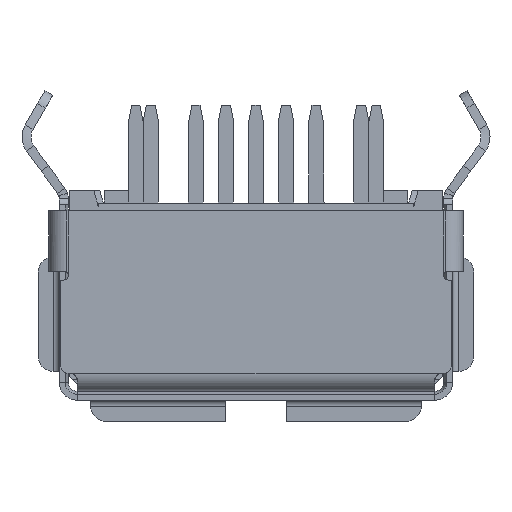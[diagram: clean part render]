
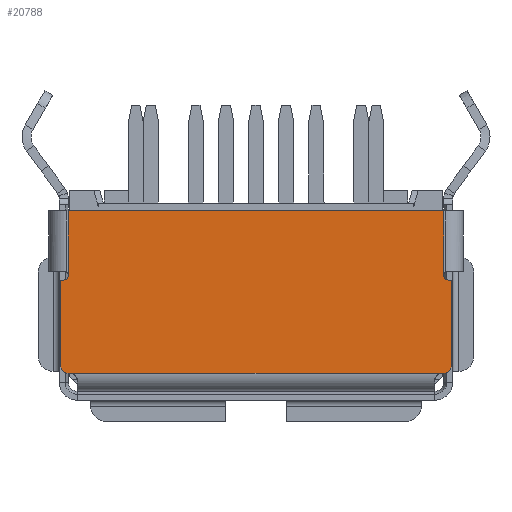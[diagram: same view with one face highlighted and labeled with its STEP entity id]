
A CAD part, front view. The second image highlights one B-rep face of the part: STEP entity #20788.
In plain terms, the highlighted planar face has unit normal (0, -1, 0).
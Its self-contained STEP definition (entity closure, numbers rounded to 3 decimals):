
#3829=DIRECTION('',(0.,0.,-1.));
#3830=VECTOR('',#3829,2.);
#3831=CARTESIAN_POINT('',(-6.25,-0.43,5.965));
#3832=LINE('7219',#3831,#3830);
#3833=CARTESIAN_POINT('',(6.4,-0.43,3.815));
#3834=DIRECTION('',(0.,-1.,0.));
#3835=DIRECTION('',(-0.955,0.,0.295));
#3836=AXIS2_PLACEMENT_3D('',#3833,#3834,#3835);
#3838=DIRECTION('',(-1.,0.,0.));
#3839=VECTOR('',#3838,0.1);
#3840=CARTESIAN_POINT('',(6.5,-0.43,3.665));
#3841=LINE('7198',#3840,#3839);
#3842=DIRECTION('',(0.,0.,1.));
#3843=VECTOR('',#3842,2.85);
#3844=CARTESIAN_POINT('',(6.5,-0.43,0.815));
#3845=LINE('7153',#3844,#3843);
#3846=CARTESIAN_POINT('',(6.25,-0.43,0.815));
#3847=DIRECTION('',(0.,-1.,0.));
#3848=DIRECTION('',(0.,0.,-1.));
#3849=AXIS2_PLACEMENT_3D('',#3846,#3847,#3848);
#3851=DIRECTION('',(1.,0.,0.));
#3852=VECTOR('',#3851,0.05);
#3853=CARTESIAN_POINT('',(6.2,-0.43,
0.565));
#3854=LINE('7160',#3853,#3852);
#3855=DIRECTION('',(1.,0.,0.));
#3856=VECTOR('',#3855,0.05);
#3857=CARTESIAN_POINT('',(-6.25,-0.43,0.565));
#3858=LINE('7159',#3857,#3856);
#3859=CARTESIAN_POINT('',(-6.25,-0.43,0.815));
#3860=DIRECTION('',(0.,-1.,0.));
#3861=DIRECTION('',(-1.,0.,0.));
#3862=AXIS2_PLACEMENT_3D('',#3859,#3860,#3861);
#3864=DIRECTION('',(0.,0.,-1.));
#3865=VECTOR('',#3864,2.85);
#3866=CARTESIAN_POINT('',(-6.5,-0.43,3.665));
#3867=LINE('7154',#3866,#3865);
#3868=DIRECTION('',(1.,0.,0.));
#3869=VECTOR('',#3868,0.1);
#3870=CARTESIAN_POINT('',(-6.5,-0.43,3.665));
#3871=LINE('7215',#3870,#3869);
#3872=CARTESIAN_POINT('',(-6.4,-0.43,3.815));
#3873=DIRECTION('',(0.,-1.,0.));
#3874=DIRECTION('',(0.,0.,-1.));
#3875=AXIS2_PLACEMENT_3D('',#3872,#3873,#3874);
#3877=DIRECTION('',(-0.063,0.,-0.998));
#3878=VECTOR('',#3877,0.106);
#3879=CARTESIAN_POINT('',(-6.25,-0.43,3.965));
#3880=LINE('7221',#3879,#3878);
#3881=DIRECTION('',(-1.,0.,0.));
#3882=VECTOR('',#3881,12.5);
#3883=CARTESIAN_POINT('',(6.25,-0.43,5.965));
#3884=LINE('7074',#3883,#3882);
#3894=DIRECTION('',(0.063,0.,-0.998));
#3895=VECTOR('',#3894,0.106);
#3896=CARTESIAN_POINT('',(6.25,-0.43,3.965));
#3897=LINE('7204',#3896,#3895);
#3898=DIRECTION('',(0.,0.,1.));
#3899=VECTOR('',#3898,2.);
#3900=CARTESIAN_POINT('',(6.25,-0.43,3.965));
#3901=LINE('7202',#3900,#3899);
#4889=DIRECTION('',(1.,0.,0.));
#4890=VECTOR('',#4889,12.4);
#4891=CARTESIAN_POINT('',(-6.2,-0.43,
0.565));
#4892=LINE('7144',#4891,#4890);
#14932=CARTESIAN_POINT('',(6.25,-0.43,5.965));
#14933=CARTESIAN_POINT('',(-6.25,-0.43,5.965));
#14934=VERTEX_POINT('',#14932);
#14935=VERTEX_POINT('',#14933);
#14940=CARTESIAN_POINT('',(-6.5,-0.43,3.665));
#14942=VERTEX_POINT('',#14940);
#14944=CARTESIAN_POINT('',(6.5,-0.43,3.665));
#14946=VERTEX_POINT('',#14944);
#15028=CARTESIAN_POINT('',(6.2,-0.43,
0.565));
#15030=VERTEX_POINT('',#15028);
#15040=CARTESIAN_POINT('',(-6.2,-0.43,
0.565));
#15042=VERTEX_POINT('',#15040);
#15043=CARTESIAN_POINT('',(6.25,-0.43,0.565));
#15044=CARTESIAN_POINT('',(6.5,-0.43,0.815));
#15045=VERTEX_POINT('',#15043);
#15046=VERTEX_POINT('',#15044);
#15051=CARTESIAN_POINT('',(-6.5,-0.43,0.815));
#15052=CARTESIAN_POINT('',(-6.25,-0.43,0.565));
#15053=VERTEX_POINT('',#15051);
#15054=VERTEX_POINT('',#15052);
#15097=CARTESIAN_POINT('',(6.257,-0.43,
3.859));
#15099=VERTEX_POINT('',#15097);
#15101=CARTESIAN_POINT('',(6.4,-0.43,3.665));
#15103=VERTEX_POINT('',#15101);
#15111=CARTESIAN_POINT('',(6.25,-0.43,3.965));
#15112=VERTEX_POINT('',#15111);
#15118=CARTESIAN_POINT('',(-6.257,-0.43,
3.859));
#15120=VERTEX_POINT('',#15118);
#15125=CARTESIAN_POINT('',(-6.4,-0.43,3.665));
#15127=VERTEX_POINT('',#15125);
#15131=CARTESIAN_POINT('',(-6.25,-0.43,3.965));
#15132=VERTEX_POINT('',#15131);
#20752=CARTESIAN_POINT('',(0.,-0.43,5.965));
#20753=DIRECTION('',(0.,-1.,0.));
#20754=DIRECTION('',(-1.,0.,0.));
#20755=AXIS2_PLACEMENT_3D('',#20752,#20753,#20754);
#20756=PLANE('4457',#20755);
#20758=ORIENTED_EDGE('7202',*,*,#20757,.F.);
#20760=ORIENTED_EDGE('7204',*,*,#20759,.T.);
#20762=ORIENTED_EDGE('7207',*,*,#20761,.T.);
#20764=ORIENTED_EDGE('7198',*,*,#20763,.F.);
#20766=ORIENTED_EDGE('7153',*,*,#20765,.F.);
#20768=ORIENTED_EDGE('7145',*,*,#20767,.F.);
#20770=ORIENTED_EDGE('7160',*,*,#20769,.F.);
#20772=ORIENTED_EDGE('7144',*,*,#20771,.F.);
#20774=ORIENTED_EDGE('7159',*,*,#20773,.F.);
#20776=ORIENTED_EDGE('7149',*,*,#20775,.F.);
#20778=ORIENTED_EDGE('7154',*,*,#20777,.F.);
#20780=ORIENTED_EDGE('7215',*,*,#20779,.T.);
#20781=ORIENTED_EDGE('7224',*,*,#20711,.T.);
#20782=ORIENTED_EDGE('7221',*,*,#20744,.F.);
#20783=ORIENTED_EDGE('7219',*,*,#20742,.F.);
#20785=ORIENTED_EDGE('7074',*,*,#20784,.F.);
#20786=EDGE_LOOP('4457',(#20758,#20760,#20762,#20764,#20766,#20768,#20770,
#20772,#20774,#20776,#20778,#20780,#20781,#20782,#20783,#20785));
#20787=FACE_OUTER_BOUND('4457',#20786,.F.);
#20788=ADVANCED_FACE('4457',(#20787),#20756,.T.);
#3837=CIRCLE('7207',#3836,0.15);
#3850=CIRCLE('7145',#3849,0.25);
#3863=CIRCLE('7149',#3862,0.25);
#3876=CIRCLE('7224',#3875,0.15);
#20711=EDGE_CURVE('7224',#15127,#15120,#3876,.T.);
#20742=EDGE_CURVE('7219',#14935,#15132,#3832,.T.);
#20744=EDGE_CURVE('7221',#15132,#15120,#3880,.T.);
#20757=EDGE_CURVE('7202',#15112,#14934,#3901,.T.);
#20759=EDGE_CURVE('7204',#15112,#15099,#3897,.T.);
#20761=EDGE_CURVE('7207',#15099,#15103,#3837,.T.);
#20763=EDGE_CURVE('7198',#14946,#15103,#3841,.T.);
#20765=EDGE_CURVE('7153',#15046,#14946,#3845,.T.);
#20767=EDGE_CURVE('7145',#15045,#15046,#3850,.T.);
#20769=EDGE_CURVE('7160',#15030,#15045,#3854,.T.);
#20771=EDGE_CURVE('7144',#15042,#15030,#4892,.T.);
#20773=EDGE_CURVE('7159',#15054,#15042,#3858,.T.);
#20775=EDGE_CURVE('7149',#15053,#15054,#3863,.T.);
#20777=EDGE_CURVE('7154',#14942,#15053,#3867,.T.);
#20779=EDGE_CURVE('7215',#14942,#15127,#3871,.T.);
#20784=EDGE_CURVE('7074',#14934,#14935,#3884,.T.);
